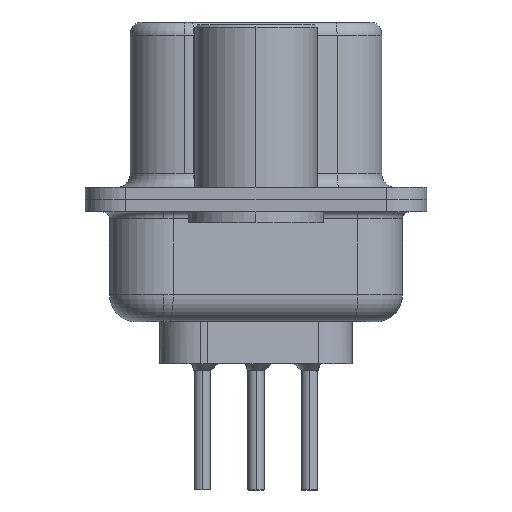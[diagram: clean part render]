
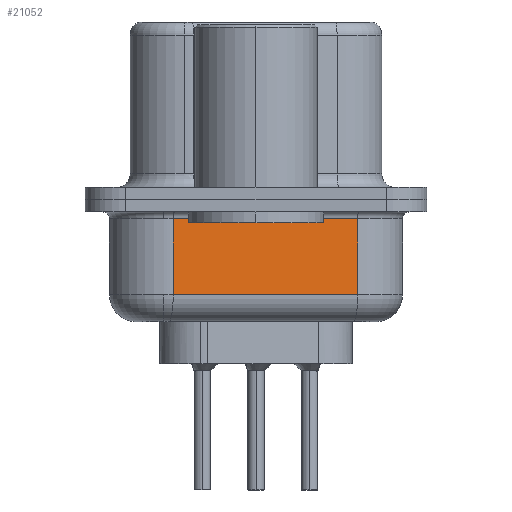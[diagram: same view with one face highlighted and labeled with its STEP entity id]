
A CAD part, left-side view. The second image highlights one B-rep face of the part: STEP entity #21052.
In plain terms, the highlighted planar face has unit normal (-0.985, -0.174, 0).
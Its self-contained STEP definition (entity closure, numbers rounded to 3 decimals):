
#330 = DIRECTION ( 'NONE',  ( -0.174, 0.985, 0. ) ) ;
#444 = EDGE_CURVE ( 'NONE', #28042, #6525, #23266, .T. ) ;
#1438 = VERTEX_POINT ( 'NONE', #9248 ) ;
#3274 = DIRECTION ( 'NONE',  ( 0., 0., 1. ) ) ;
#4342 = LINE ( 'NONE', #16184, #28212 ) ;
#4348 = EDGE_LOOP ( 'NONE', ( #15943, #26919, #27479, #22099 ) ) ;
#4956 = LINE ( 'NONE', #13338, #10010 ) ;
#6053 = CARTESIAN_POINT ( 'NONE',  ( 4.039, -3.747, -3.5 ) ) ;
#6413 = DIRECTION ( 'NONE',  ( 0.174, -0.985, 0. ) ) ;
#6525 = VERTEX_POINT ( 'NONE', #27819 ) ;
#6541 = VECTOR ( 'NONE', #3274, 1000. ) ;
#7841 = AXIS2_PLACEMENT_3D ( 'NONE', #11139, #26505, #13415 ) ;
#9248 = CARTESIAN_POINT ( 'NONE',  ( 4.039, -3.747, -0.7 ) ) ;
#10010 = VECTOR ( 'NONE', #330, 1000. ) ;
#11139 = CARTESIAN_POINT ( 'NONE',  ( 2.84, 3.053, -4.5 ) ) ;
#11238 = PLANE ( 'NONE',  #7841 ) ;
#13338 = CARTESIAN_POINT ( 'NONE',  ( 2.84, 3.053, -0.7 ) ) ;
#13415 = DIRECTION ( 'NONE',  ( -0.174, 0.985, 0. ) ) ;
#14144 = EDGE_CURVE ( 'NONE', #28042, #24943, #21187, .T. ) ;
#15455 = CARTESIAN_POINT ( 'NONE',  ( 2.84, 3.053, -4.5 ) ) ;
#15943 = ORIENTED_EDGE ( 'NONE', *, *, #444, .F. ) ;
#16184 = CARTESIAN_POINT ( 'NONE',  ( 4.039, -3.747, -4.5 ) ) ;
#17350 = EDGE_CURVE ( 'NONE', #1438, #6525, #4956, .T. ) ;
#17772 = FACE_OUTER_BOUND ( 'NONE', #4348, .T. ) ;
#19485 = CARTESIAN_POINT ( 'NONE',  ( 2.84, 3.053, -3.5 ) ) ;
#20496 = VECTOR ( 'NONE', #6413, 1000. ) ;
#21052 = ADVANCED_FACE ( 'NONE', ( #17772 ), #11238, .F. ) ;
#21187 = LINE ( 'NONE', #19485, #20496 ) ;
#22099 = ORIENTED_EDGE ( 'NONE', *, *, #17350, .T. ) ;
#22805 = CARTESIAN_POINT ( 'NONE',  ( 2.84, 3.053, -3.5 ) ) ;
#23266 = LINE ( 'NONE', #15455, #6541 ) ;
#24063 = EDGE_CURVE ( 'NONE', #24943, #1438, #4342, .T. ) ;
#24887 = DIRECTION ( 'NONE',  ( 0., 0., 1. ) ) ;
#24943 = VERTEX_POINT ( 'NONE', #6053 ) ;
#26505 = DIRECTION ( 'NONE',  ( 0.985, 0.174, 0. ) ) ;
#26919 = ORIENTED_EDGE ( 'NONE', *, *, #14144, .T. ) ;
#27479 = ORIENTED_EDGE ( 'NONE', *, *, #24063, .T. ) ;
#27819 = CARTESIAN_POINT ( 'NONE',  ( 2.84, 3.053, -0.7 ) ) ;
#28042 = VERTEX_POINT ( 'NONE', #22805 ) ;
#28212 = VECTOR ( 'NONE', #24887, 1000. ) ;
